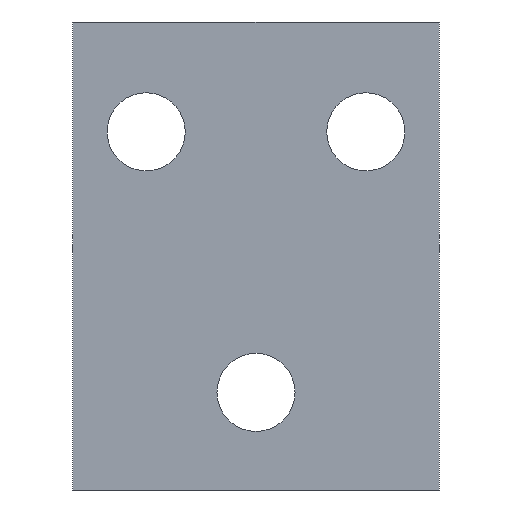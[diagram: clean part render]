
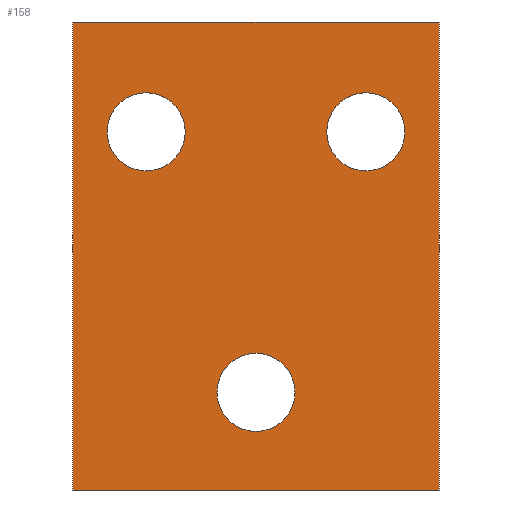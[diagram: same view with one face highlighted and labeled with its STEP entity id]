
A CAD part, front view. The second image highlights one B-rep face of the part: STEP entity #158.
In plain terms, the highlighted planar face has unit normal (0, -1, 0).
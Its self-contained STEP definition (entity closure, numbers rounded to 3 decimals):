
#5 = ORIENTED_EDGE ( 'NONE', *, *, #256, .T. ) ;
#6 = CARTESIAN_POINT ( 'NONE',  ( 7.5, 0., -14.178 ) ) ;
#7 = AXIS2_PLACEMENT_3D ( 'NONE', #60, #260, #219 ) ;
#12 = DIRECTION ( 'NONE',  ( 0., 0., 1. ) ) ;
#19 = VECTOR ( 'NONE', #226, 1000. ) ;
#23 = ORIENTED_EDGE ( 'NONE', *, *, #283, .T. ) ;
#25 = VERTEX_POINT ( 'NONE', #110 ) ;
#31 = EDGE_CURVE ( 'NONE', #63, #25, #330, .T. ) ;
#32 = DIRECTION ( 'NONE',  ( 0., 0., 1. ) ) ;
#34 = ORIENTED_EDGE ( 'NONE', *, *, #303, .F. ) ;
#42 = DIRECTION ( 'NONE',  ( 0., -1., 0. ) ) ;
#51 = EDGE_CURVE ( 'NONE', #258, #320, #176, .T. ) ;
#52 = DIRECTION ( 'NONE',  ( 0., 0., 1. ) ) ;
#58 = DIRECTION ( 'NONE',  ( 0., -1., 0. ) ) ;
#59 = ORIENTED_EDGE ( 'NONE', *, *, #296, .T. ) ;
#60 = CARTESIAN_POINT ( 'NONE',  ( -7.5, 0., -14.178 ) ) ;
#63 = VERTEX_POINT ( 'NONE', #274 ) ;
#89 = LINE ( 'NONE', #259, #19 ) ;
#90 = DIRECTION ( 'NONE',  ( -1., 0., 0. ) ) ;
#92 = VECTOR ( 'NONE', #408, 1000. ) ;
#98 = CARTESIAN_POINT ( 'NONE',  ( -7.5, 0., -14.178 ) ) ;
#100 = EDGE_CURVE ( 'NONE', #322, #227, #150, .T. ) ;
#104 = ORIENTED_EDGE ( 'NONE', *, *, #31, .T. ) ;
#106 = DIRECTION ( 'NONE',  ( 0., 1., 0. ) ) ;
#110 = CARTESIAN_POINT ( 'NONE',  ( 1.6, 0., -10.178 ) ) ;
#112 = CARTESIAN_POINT ( 'NONE',  ( 0., 0., -10.178 ) ) ;
#117 = ORIENTED_EDGE ( 'NONE', *, *, #187, .F. ) ;
#123 = CARTESIAN_POINT ( 'NONE',  ( -7.5, 0., 5. ) ) ;
#124 = CARTESIAN_POINT ( 'NONE',  ( 4.5, 0., 0.5 ) ) ;
#126 = AXIS2_PLACEMENT_3D ( 'NONE', #124, #197, #32 ) ;
#129 = DIRECTION ( 'NONE',  ( 0., 1., 0. ) ) ;
#144 = VECTOR ( 'NONE', #383, 1000. ) ;
#150 = CIRCLE ( 'NONE', #203, 1.6 ) ;
#158 = ADVANCED_FACE ( 'NONE', ( #230, #183, #420, #266 ), #360, .T. ) ;
#166 = VERTEX_POINT ( 'NONE', #327 ) ;
#172 = VECTOR ( 'NONE', #52, 1000. ) ;
#173 = DIRECTION ( 'NONE',  ( 0., 0., 1. ) ) ;
#175 = CARTESIAN_POINT ( 'NONE',  ( -7.5, 0., -14.178 ) ) ;
#176 = LINE ( 'NONE', #412, #144 ) ;
#183 = FACE_OUTER_BOUND ( 'NONE', #292, .T. ) ;
#187 = EDGE_CURVE ( 'NONE', #166, #421, #345, .T. ) ;
#193 = DIRECTION ( 'NONE',  ( 0., 0., 1. ) ) ;
#197 = DIRECTION ( 'NONE',  ( 0., -1., 0. ) ) ;
#201 = CARTESIAN_POINT ( 'NONE',  ( 0., 0., -10.178 ) ) ;
#203 = AXIS2_PLACEMENT_3D ( 'NONE', #311, #42, #173 ) ;
#207 = CARTESIAN_POINT ( 'NONE',  ( -4.5, 0., -1.1 ) ) ;
#216 = CIRCLE ( 'NONE', #298, 1.6 ) ;
#219 = DIRECTION ( 'NONE',  ( -1., 0., 0. ) ) ;
#223 = AXIS2_PLACEMENT_3D ( 'NONE', #112, #106, #281 ) ;
#226 = DIRECTION ( 'NONE',  ( 1., 0., 0. ) ) ;
#227 = VERTEX_POINT ( 'NONE', #300 ) ;
#228 = CARTESIAN_POINT ( 'NONE',  ( -4.5, 0., 0.5 ) ) ;
#229 = CIRCLE ( 'NONE', #395, 1.6 ) ;
#230 = FACE_BOUND ( 'NONE', #288, .T. ) ;
#240 = LINE ( 'NONE', #175, #92 ) ;
#256 = EDGE_CURVE ( 'NONE', #25, #63, #216, .T. ) ;
#258 = VERTEX_POINT ( 'NONE', #123 ) ;
#259 = CARTESIAN_POINT ( 'NONE',  ( -7.5, 0., -14.178 ) ) ;
#260 = DIRECTION ( 'NONE',  ( 0., -1., 0. ) ) ;
#266 = FACE_BOUND ( 'NONE', #359, .T. ) ;
#270 = CIRCLE ( 'NONE', #347, 1.6 ) ;
#272 = ORIENTED_EDGE ( 'NONE', *, *, #353, .F. ) ;
#274 = CARTESIAN_POINT ( 'NONE',  ( -1.6, 0., -10.178 ) ) ;
#281 = DIRECTION ( 'NONE',  ( -1., 0., 0. ) ) ;
#283 = EDGE_CURVE ( 'NONE', #331, #320, #399, .T. ) ;
#288 = EDGE_LOOP ( 'NONE', ( #5, #104 ) ) ;
#292 = EDGE_LOOP ( 'NONE', ( #396, #59, #23, #299 ) ) ;
#296 = EDGE_CURVE ( 'NONE', #400, #331, #89, .T. ) ;
#298 = AXIS2_PLACEMENT_3D ( 'NONE', #201, #129, #90 ) ;
#299 = ORIENTED_EDGE ( 'NONE', *, *, #51, .F. ) ;
#300 = CARTESIAN_POINT ( 'NONE',  ( -4.5, 0., 2.1 ) ) ;
#303 = EDGE_CURVE ( 'NONE', #227, #322, #229, .T. ) ;
#310 = CARTESIAN_POINT ( 'NONE',  ( 7.5, 0., 5. ) ) ;
#311 = CARTESIAN_POINT ( 'NONE',  ( -4.5, 0., 0.5 ) ) ;
#318 = EDGE_CURVE ( 'NONE', #400, #258, #240, .T. ) ;
#320 = VERTEX_POINT ( 'NONE', #310 ) ;
#322 = VERTEX_POINT ( 'NONE', #207 ) ;
#327 = CARTESIAN_POINT ( 'NONE',  ( 4.5, 0., 2.1 ) ) ;
#330 = CIRCLE ( 'NONE', #223, 1.6 ) ;
#331 = VERTEX_POINT ( 'NONE', #6 ) ;
#336 = CARTESIAN_POINT ( 'NONE',  ( 4.5, 0., -1.1 ) ) ;
#345 = CIRCLE ( 'NONE', #126, 1.6 ) ;
#347 = AXIS2_PLACEMENT_3D ( 'NONE', #403, #401, #12 ) ;
#349 = CARTESIAN_POINT ( 'NONE',  ( 7.5, 0., -14.178 ) ) ;
#353 = EDGE_CURVE ( 'NONE', #421, #166, #270, .T. ) ;
#359 = EDGE_LOOP ( 'NONE', ( #117, #272 ) ) ;
#360 = PLANE ( 'NONE',  #7 ) ;
#370 = EDGE_LOOP ( 'NONE', ( #34, #390 ) ) ;
#383 = DIRECTION ( 'NONE',  ( 1., 0., 0. ) ) ;
#390 = ORIENTED_EDGE ( 'NONE', *, *, #100, .F. ) ;
#395 = AXIS2_PLACEMENT_3D ( 'NONE', #228, #58, #193 ) ;
#396 = ORIENTED_EDGE ( 'NONE', *, *, #318, .F. ) ;
#399 = LINE ( 'NONE', #349, #172 ) ;
#400 = VERTEX_POINT ( 'NONE', #98 ) ;
#401 = DIRECTION ( 'NONE',  ( 0., -1., 0. ) ) ;
#403 = CARTESIAN_POINT ( 'NONE',  ( 4.5, 0., 0.5 ) ) ;
#408 = DIRECTION ( 'NONE',  ( 0., 0., 1. ) ) ;
#412 = CARTESIAN_POINT ( 'NONE',  ( 0., 0., 5. ) ) ;
#420 = FACE_BOUND ( 'NONE', #370, .T. ) ;
#421 = VERTEX_POINT ( 'NONE', #336 ) ;
